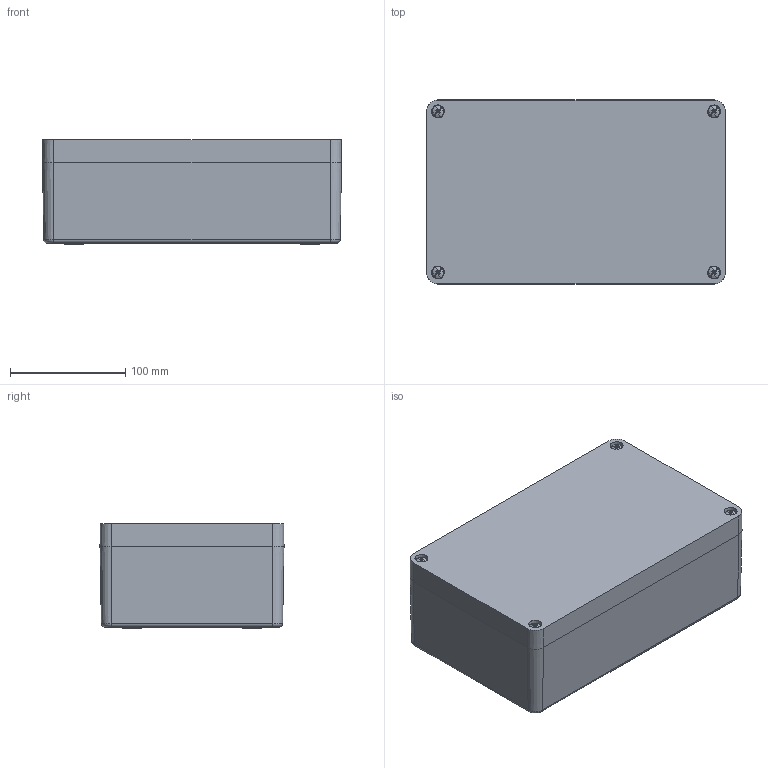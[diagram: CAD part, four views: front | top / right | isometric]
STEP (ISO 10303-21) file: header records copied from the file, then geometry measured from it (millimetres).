
FILE_DESCRIPTION(('CATIA V5R24 STEP','CAx-IF Rec.Pracs.--- Model Styling and Organization---1.2---2011-12-15'),'2;1');
FILE_NAME ('010926-5_2', '2018-04-25T05:49:21+00:00', ('Weidmueller Interface'), ('Weidmueller'), 'CATIA Version 5-6 Release 2014 SP4 HF52', 'CATIA V5 STEP AP214', 'none');
FILE_SCHEMA(('AUTOMOTIVE_DESIGN { 1 0 10303 214 1 1 1 1 }'));
Length unit declared in the file: millimetre
Products named in the file (1): KLIPPON_POK_162609_EX
Bounding box: 260 x 160 x 91 mm (x, y, z)
Volume: 969233.4 mm3; surface area: 331459.5 mm2
Topology: 7 solids, 7 shells, 661 faces, 1566 edges, 922 vertices
Faces by surface type: plane 259, cone 188, cylinder 126, torus 64, sphere 24
Entity records: 19135 total; most frequent: CARTESIAN_POINT 5436, ORIENTED_EDGE 3068, DIRECTION 2246, EDGE_CURVE 1534, AXIS2_PLACEMENT_3D 1071, VERTEX_POINT 922, EDGE_LOOP 714, ADVANCED_FACE 661
